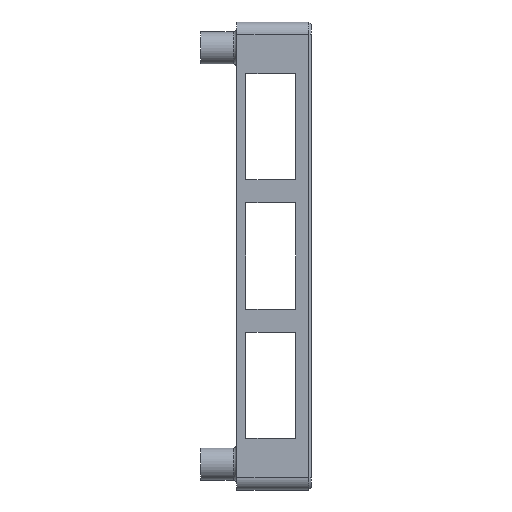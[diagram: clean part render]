
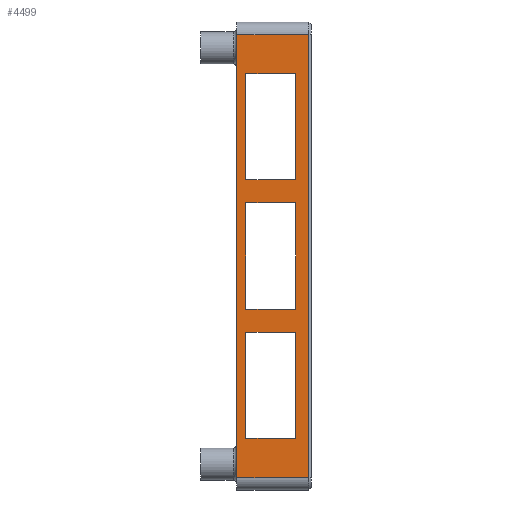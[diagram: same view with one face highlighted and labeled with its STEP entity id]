
A CAD part, left-side view. The second image highlights one B-rep face of the part: STEP entity #4499.
In plain terms, the highlighted planar face has unit normal (-1, 0, 0).
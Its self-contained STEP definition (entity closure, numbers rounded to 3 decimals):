
#44=FACE_BOUND('',#1800,.T.);
#45=FACE_BOUND('',#1801,.T.);
#46=FACE_BOUND('',#1802,.T.);
#107=LINE('',#6168,#722);
#155=LINE('',#6301,#770);
#164=LINE('',#6330,#779);
#166=LINE('',#6333,#781);
#167=LINE('',#6336,#782);
#168=LINE('',#6338,#783);
#169=LINE('',#6340,#784);
#170=LINE('',#6341,#785);
#171=LINE('',#6344,#786);
#172=LINE('',#6346,#787);
#173=LINE('',#6348,#788);
#174=LINE('',#6349,#789);
#175=LINE('',#6352,#790);
#176=LINE('',#6354,#791);
#177=LINE('',#6356,#792);
#178=LINE('',#6357,#793);
#722=VECTOR('',#5015,10.);
#770=VECTOR('',#5119,10.);
#779=VECTOR('',#5152,10.);
#781=VECTOR('',#5156,10.);
#782=VECTOR('',#5157,10.);
#783=VECTOR('',#5158,10.);
#784=VECTOR('',#5159,10.);
#785=VECTOR('',#5160,10.);
#786=VECTOR('',#5161,10.);
#787=VECTOR('',#5162,10.);
#788=VECTOR('',#5163,10.);
#789=VECTOR('',#5164,10.);
#790=VECTOR('',#5165,10.);
#791=VECTOR('',#5166,10.);
#792=VECTOR('',#5167,10.);
#793=VECTOR('',#5168,10.);
#1339=PLANE('',#4772);
#1559=FACE_OUTER_BOUND('',#1799,.T.);
#1799=EDGE_LOOP('',(#3289,#3290,#3291,#3292));
#1800=EDGE_LOOP('',(#3293,#3294,#3295,#3296));
#1801=EDGE_LOOP('',(#3297,#3298,#3299,#3300));
#1802=EDGE_LOOP('',(#3301,#3302,#3303,#3304));
#2113=VERTEX_POINT('',#6154);
#2119=VERTEX_POINT('',#6166);
#2173=VERTEX_POINT('',#6291);
#2175=VERTEX_POINT('',#6297);
#2185=VERTEX_POINT('',#6334);
#2186=VERTEX_POINT('',#6335);
#2187=VERTEX_POINT('',#6337);
#2188=VERTEX_POINT('',#6339);
#2189=VERTEX_POINT('',#6342);
#2190=VERTEX_POINT('',#6343);
#2191=VERTEX_POINT('',#6345);
#2192=VERTEX_POINT('',#6347);
#2193=VERTEX_POINT('',#6350);
#2194=VERTEX_POINT('',#6351);
#2195=VERTEX_POINT('',#6353);
#2196=VERTEX_POINT('',#6355);
#2520=EDGE_CURVE('',#2119,#2113,#107,.T.);
#2586=EDGE_CURVE('',#2173,#2175,#155,.T.);
#2601=EDGE_CURVE('',#2119,#2175,#164,.T.);
#2603=EDGE_CURVE('',#2113,#2173,#166,.T.);
#2604=EDGE_CURVE('',#2185,#2186,#167,.T.);
#2605=EDGE_CURVE('',#2187,#2185,#168,.T.);
#2606=EDGE_CURVE('',#2188,#2187,#169,.T.);
#2607=EDGE_CURVE('',#2188,#2186,#170,.T.);
#2608=EDGE_CURVE('',#2189,#2190,#171,.T.);
#2609=EDGE_CURVE('',#2191,#2189,#172,.T.);
#2610=EDGE_CURVE('',#2191,#2192,#173,.T.);
#2611=EDGE_CURVE('',#2190,#2192,#174,.T.);
#2612=EDGE_CURVE('',#2193,#2194,#175,.T.);
#2613=EDGE_CURVE('',#2195,#2193,#176,.T.);
#2614=EDGE_CURVE('',#2195,#2196,#177,.T.);
#2615=EDGE_CURVE('',#2194,#2196,#178,.T.);
#3289=ORIENTED_EDGE('',*,*,#2586,.F.);
#3290=ORIENTED_EDGE('',*,*,#2603,.F.);
#3291=ORIENTED_EDGE('',*,*,#2520,.F.);
#3292=ORIENTED_EDGE('',*,*,#2601,.T.);
#3293=ORIENTED_EDGE('',*,*,#2604,.F.);
#3294=ORIENTED_EDGE('',*,*,#2605,.F.);
#3295=ORIENTED_EDGE('',*,*,#2606,.F.);
#3296=ORIENTED_EDGE('',*,*,#2607,.T.);
#3297=ORIENTED_EDGE('',*,*,#2608,.F.);
#3298=ORIENTED_EDGE('',*,*,#2609,.F.);
#3299=ORIENTED_EDGE('',*,*,#2610,.T.);
#3300=ORIENTED_EDGE('',*,*,#2611,.F.);
#3301=ORIENTED_EDGE('',*,*,#2612,.F.);
#3302=ORIENTED_EDGE('',*,*,#2613,.F.);
#3303=ORIENTED_EDGE('',*,*,#2614,.T.);
#3304=ORIENTED_EDGE('',*,*,#2615,.F.);
#4499=ADVANCED_FACE('',(#1559,#44,#45,#46),#1339,.T.);
#4772=AXIS2_PLACEMENT_3D('',#6332,#5154,#5155);
#5015=DIRECTION('',(0.,0.,1.));
#5119=DIRECTION('',(0.,0.,-1.));
#5152=DIRECTION('',(0.,-1.,0.));
#5154=DIRECTION('center_axis',(-1.,0.,0.));
#5155=DIRECTION('ref_axis',(0.,0.,-1.));
#5156=DIRECTION('',(0.,-1.,0.));
#5157=DIRECTION('',(0.,0.,1.));
#5158=DIRECTION('',(0.,-1.,0.));
#5159=DIRECTION('',(0.,0.,-1.));
#5160=DIRECTION('',(0.,-1.,0.));
#5161=DIRECTION('',(0.,-1.,0.));
#5162=DIRECTION('',(0.,0.,-1.));
#5163=DIRECTION('',(0.,-1.,0.));
#5164=DIRECTION('',(0.,0.,1.));
#5165=DIRECTION('',(0.,-1.,0.));
#5166=DIRECTION('',(0.,0.,-1.));
#5167=DIRECTION('',(0.,-1.,0.));
#5168=DIRECTION('',(0.,0.,1.));
#6154=CARTESIAN_POINT('',(-63.2,-8.,48.937));
#6166=CARTESIAN_POINT('',(-63.2,-8.,-48.94));
#6168=CARTESIAN_POINT('',(-63.2,-8.,-48.94));
#6291=CARTESIAN_POINT('',(-63.2,-23.9,48.937));
#6297=CARTESIAN_POINT('',(-63.2,-23.9,-48.94));
#6301=CARTESIAN_POINT('',(-63.2,-23.9,24.468));
#6330=CARTESIAN_POINT('',(-63.2,-8.,-48.94));
#6332=CARTESIAN_POINT('Origin',(-63.2,-8.,48.937));
#6333=CARTESIAN_POINT('',(-63.2,-8.,48.937));
#6334=CARTESIAN_POINT('',(-63.2,-21.,16.793));
#6335=CARTESIAN_POINT('',(-63.2,-21.,40.3));
#6336=CARTESIAN_POINT('',(-63.2,-21.,24.468));
#6337=CARTESIAN_POINT('',(-63.2,-10.,16.793));
#6338=CARTESIAN_POINT('',(-63.2,-10.,16.793));
#6339=CARTESIAN_POINT('',(-63.2,-10.,40.3));
#6340=CARTESIAN_POINT('',(-63.2,-10.,-48.94));
#6341=CARTESIAN_POINT('',(-63.2,-10.,40.3));
#6342=CARTESIAN_POINT('',(-63.2,-10.,-11.753));
#6343=CARTESIAN_POINT('',(-63.2,-21.,-11.753));
#6344=CARTESIAN_POINT('',(-63.2,-10.,-11.753));
#6345=CARTESIAN_POINT('',(-63.2,-10.,11.753));
#6346=CARTESIAN_POINT('',(-63.2,-10.,-48.94));
#6347=CARTESIAN_POINT('',(-63.2,-21.,11.753));
#6348=CARTESIAN_POINT('',(-63.2,-10.,11.753));
#6349=CARTESIAN_POINT('',(-63.2,-21.,24.468));
#6350=CARTESIAN_POINT('',(-63.2,-10.,-40.3));
#6351=CARTESIAN_POINT('',(-63.2,-21.,-40.3));
#6352=CARTESIAN_POINT('',(-63.2,-10.,-40.3));
#6353=CARTESIAN_POINT('',(-63.2,-10.,-16.793));
#6354=CARTESIAN_POINT('',(-63.2,-10.,-48.94));
#6355=CARTESIAN_POINT('',(-63.2,-21.,-16.793));
#6356=CARTESIAN_POINT('',(-63.2,-10.,-16.793));
#6357=CARTESIAN_POINT('',(-63.2,-21.,24.468));
